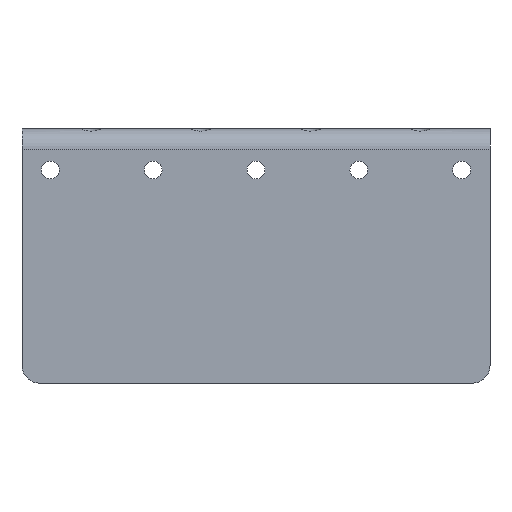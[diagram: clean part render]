
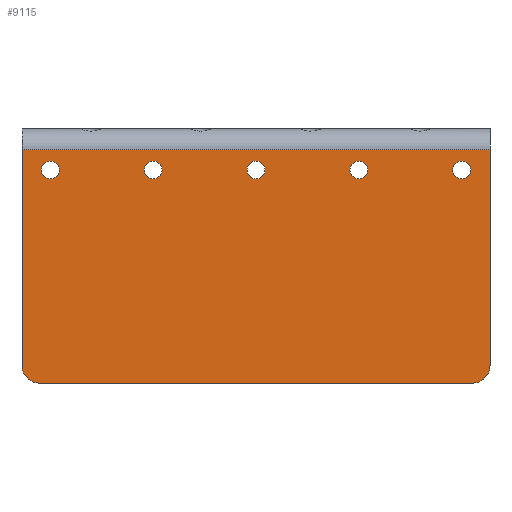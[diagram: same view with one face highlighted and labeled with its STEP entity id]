
A CAD part, front view. The second image highlights one B-rep face of the part: STEP entity #9115.
In plain terms, the highlighted planar face has unit normal (0, -1, 0).
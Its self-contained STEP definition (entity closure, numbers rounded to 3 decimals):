
#8716=CARTESIAN_POINT('',(-37.102,-1.8,-26.552));
#8717=VERTEX_POINT('',#8716);
#8718=CARTESIAN_POINT('',(-38.652,-1.8,-26.552));
#8719=DIRECTION('',(0.0,1.0,0.0));
#8720=DIRECTION('',(-1.0,0.0,0.0));
#8721=AXIS2_PLACEMENT_3D('',#8718,#8719,#8720);
#8722=CIRCLE('',#8721,1.55);
#8723=EDGE_CURVE('no 1592',#8717,#8717,#8722,.T.);
#8756=CARTESIAN_POINT('',(-72.702,-1.8,-26.552));
#8757=VERTEX_POINT('',#8756);
#8758=CARTESIAN_POINT('',(-74.252,-1.8,-26.552));
#8759=DIRECTION('',(0.0,1.0,0.0));
#8760=DIRECTION('',(-1.0,0.0,0.0));
#8761=AXIS2_PLACEMENT_3D('',#8758,#8759,#8760);
#8762=CIRCLE('',#8761,1.55);
#8763=EDGE_CURVE('no 1856',#8757,#8757,#8762,.T.);
#8796=CARTESIAN_POINT('',(-90.502,-1.8,-26.552));
#8797=VERTEX_POINT('',#8796);
#8798=CARTESIAN_POINT('',(-92.052,-1.8,-26.552));
#8799=DIRECTION('',(0.0,1.0,0.0));
#8800=DIRECTION('',(-1.0,0.0,0.0));
#8801=AXIS2_PLACEMENT_3D('',#8798,#8799,#8800);
#8802=CIRCLE('',#8801,1.55);
#8803=EDGE_CURVE('no 2113',#8797,#8797,#8802,.T.);
#8836=CARTESIAN_POINT('',(-54.902,-1.8,-26.552));
#8837=VERTEX_POINT('',#8836);
#8838=CARTESIAN_POINT('',(-56.452,-1.8,-26.552));
#8839=DIRECTION('',(0.0,1.0,0.0));
#8840=DIRECTION('',(-1.0,0.0,0.0));
#8841=AXIS2_PLACEMENT_3D('',#8838,#8839,#8840);
#8842=CIRCLE('',#8841,1.55);
#8843=EDGE_CURVE('no 1839',#8837,#8837,#8842,.T.);
#8876=CARTESIAN_POINT('',(-19.302,-1.8,-26.552));
#8877=VERTEX_POINT('',#8876);
#8878=CARTESIAN_POINT('',(-20.852,-1.8,-26.552));
#8879=DIRECTION('',(0.0,1.0,0.0));
#8880=DIRECTION('',(-1.0,0.0,0.0));
#8881=AXIS2_PLACEMENT_3D('',#8878,#8879,#8880);
#8882=CIRCLE('',#8881,1.55);
#8883=EDGE_CURVE('no 1578',#8877,#8877,#8882,.T.);
#9004=CARTESIAN_POINT('',(-15.952,-1.8,-60.432));
#9005=VERTEX_POINT('',#9004);
#9006=CARTESIAN_POINT('',(-18.952,-1.8,-63.432));
#9007=VERTEX_POINT('',#9006);
#9008=CARTESIAN_POINT('',(-18.952,-1.8,-60.432));
#9009=DIRECTION('',(0.0,1.0,0.0));
#9010=DIRECTION('',(0.707,0.0,-0.707));
#9011=AXIS2_PLACEMENT_3D('',#9008,#9009,#9010);
#9012=CIRCLE('',#9011,3.0);
#9013=EDGE_CURVE('no 694',#9005,#9007,#9012,.T.);
#9037=CARTESIAN_POINT('',(-93.952,-1.8,-63.432));
#9038=VERTEX_POINT('',#9037);
#9039=CARTESIAN_POINT('',(-96.952,-1.8,-63.432));
#9040=DIRECTION('',(-1.0,0.0,0.0));
#9041=VECTOR('',#9040,1.0);
#9042=LINE('',#9039,#9041);
#9043=EDGE_CURVE('no 842',#9007,#9038,#9042,.T.);
#9060=ORIENTED_EDGE('no 1323',*,*,#8723,.T.);
#9061=EDGE_LOOP('',(#9060));
#9062=FACE_BOUND('',#9061,.T.);
#9063=ORIENTED_EDGE('no 1590',*,*,#8763,.T.);
#9064=EDGE_LOOP('',(#9063));
#9065=FACE_BOUND('',#9064,.T.);
#9066=ORIENTED_EDGE('no 1854',*,*,#8803,.T.);
#9067=EDGE_LOOP('',(#9066));
#9068=FACE_BOUND('',#9067,.T.);
#9069=ORIENTED_EDGE('no 1838',*,*,#8843,.T.);
#9070=EDGE_LOOP('',(#9069));
#9071=FACE_BOUND('',#9070,.T.);
#9072=ORIENTED_EDGE('no 1577',*,*,#8883,.T.);
#9073=EDGE_LOOP('',(#9072));
#9074=FACE_BOUND('',#9073,.T.);
#9075=ORIENTED_EDGE('no 693',*,*,#9013,.F.);
#9076=CARTESIAN_POINT('',(-15.952,-1.8,-23.032));
#9077=VERTEX_POINT('',#9076);
#9078=CARTESIAN_POINT('',(-15.952,-1.8,-63.432));
#9079=DIRECTION('',(0.0,0.0,-1.0));
#9080=VECTOR('',#9079,1.0);
#9081=LINE('',#9078,#9080);
#9082=EDGE_CURVE('no 862',#9077,#9005,#9081,.T.);
#9083=ORIENTED_EDGE('no 861',*,*,#9082,.F.);
#9084=CARTESIAN_POINT('',(-96.952,-1.8,-23.032));
#9085=VERTEX_POINT('',#9084);
#9086=CARTESIAN_POINT('',(-36.202,-1.8,-23.032));
#9087=DIRECTION('',(-1.0,0.0,0.0));
#9088=VECTOR('',#9087,1.0);
#9089=LINE('',#9086,#9088);
#9090=EDGE_CURVE('no 1361',#9077,#9085,#9089,.T.);
#9091=ORIENTED_EDGE('no 1093',*,*,#9090,.T.);
#9092=CARTESIAN_POINT('',(-96.952,-1.8,-60.432));
#9093=VERTEX_POINT('',#9092);
#9094=CARTESIAN_POINT('',(-96.952,-1.8,-19.432));
#9095=DIRECTION('',(0.0,0.0,1.0));
#9096=VECTOR('',#9095,1.0);
#9097=LINE('',#9094,#9096);
#9098=EDGE_CURVE('no 1311',#9093,#9085,#9097,.T.);
#9099=ORIENTED_EDGE('no 1310',*,*,#9098,.F.);
#9100=CARTESIAN_POINT('',(-93.952,-1.8,-60.432));
#9101=DIRECTION('',(0.0,1.0,0.0));
#9102=DIRECTION('',(-0.707,0.0,-0.707));
#9103=AXIS2_PLACEMENT_3D('',#9100,#9101,#9102);
#9104=CIRCLE('',#9103,3.0);
#9105=EDGE_CURVE('no 1058',#9038,#9093,#9104,.T.);
#9106=ORIENTED_EDGE('no 1057',*,*,#9105,.F.);
#9107=ORIENTED_EDGE('no 841',*,*,#9043,.F.);
#9108=EDGE_LOOP('',(#9075,#9083,#9091,#9099,#9106,#9107));
#9109=FACE_OUTER_BOUND('',#9108,.T.);
#9110=CARTESIAN_POINT('',(-56.452,-1.8,-41.432));
#9111=DIRECTION('',(0.0,1.0,0.0));
#9112=DIRECTION('',(0.0,0.0,1.0));
#9113=AXIS2_PLACEMENT_3D('',#9110,#9111,#9112);
#9114=PLANE('',#9113);
#9115=ADVANCED_FACE('no 846',(#9062,#9065,#9068,#9071,#9074,#9109),#9114,.F.);
